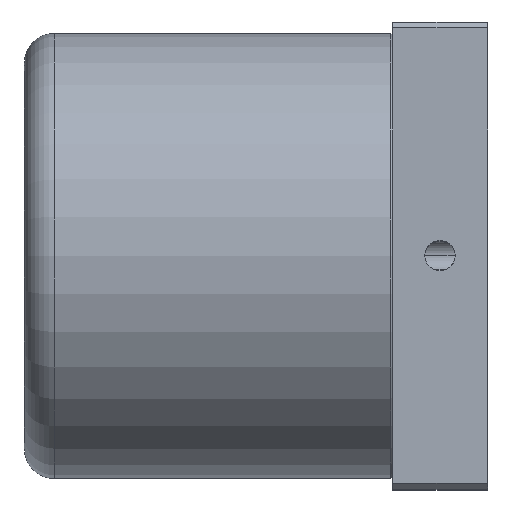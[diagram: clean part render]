
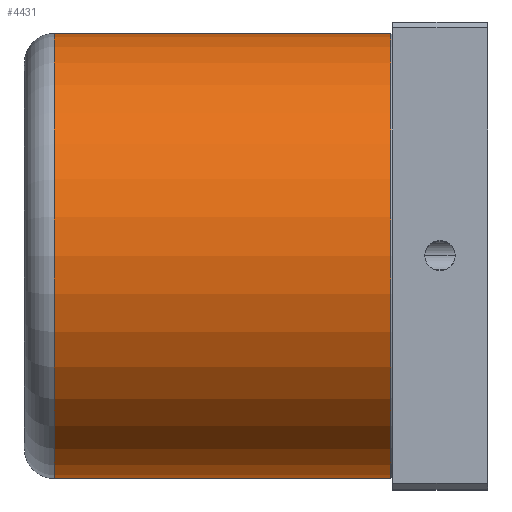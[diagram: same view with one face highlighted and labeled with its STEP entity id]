
A CAD part, top view. The second image highlights one B-rep face of the part: STEP entity #4431.
In plain terms, the highlighted cylindrical face has radius 37.5 mm (diameter 75 mm), a partial arc.
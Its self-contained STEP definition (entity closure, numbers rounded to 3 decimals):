
#1159 = VERTEX_POINT ( 'NONE', #7956 ) ;
#1348 = DIRECTION ( 'NONE',  ( 1., 0., 0. ) ) ;
#1664 = FACE_OUTER_BOUND ( 'NONE', #8637, .T. ) ;
#1991 = CARTESIAN_POINT ( 'NONE',  ( -27.567, -80.55, 0. ) ) ;
#2474 = CARTESIAN_POINT ( 'NONE',  ( -16.3, -118.05, 0. ) ) ;
#2659 = CARTESIAN_POINT ( 'NONE',  ( -73., -155.55, 0. ) ) ;
#2898 = CYLINDRICAL_SURFACE ( 'NONE', #3156, 37.5 ) ;
#3025 = CARTESIAN_POINT ( 'NONE',  ( -16.3, -155.55, 0. ) ) ;
#3156 = AXIS2_PLACEMENT_3D ( 'NONE', #6246, #7055, #5472 ) ;
#3325 = AXIS2_PLACEMENT_3D ( 'NONE', #6385, #1348, #7172 ) ;
#3349 = DIRECTION ( 'NONE',  ( 0., 1., 0. ) ) ;
#3356 = ORIENTED_EDGE ( 'NONE', *, *, #7780, .T. ) ;
#3961 = ORIENTED_EDGE ( 'NONE', *, *, #10375, .T. ) ;
#4206 = CARTESIAN_POINT ( 'NONE',  ( -27.567, -155.55, 0. ) ) ;
#4431 = ADVANCED_FACE ( 'NONE', ( #1664 ), #2898, .T. ) ;
#4908 = CIRCLE ( 'NONE', #5637, 37.5 ) ;
#5052 = DIRECTION ( 'NONE',  ( 1., 0., 0. ) ) ;
#5472 = DIRECTION ( 'NONE',  ( 0., 1., 0. ) ) ;
#5544 = LINE ( 'NONE', #4206, #9909 ) ;
#5637 = AXIS2_PLACEMENT_3D ( 'NONE', #2474, #8257, #3349 ) ;
#5909 = CARTESIAN_POINT ( 'NONE',  ( -16.3, -80.55, 0. ) ) ;
#6057 = ORIENTED_EDGE ( 'NONE', *, *, #9209, .F. ) ;
#6246 = CARTESIAN_POINT ( 'NONE',  ( -27.567, -118.05, 0. ) ) ;
#6385 = CARTESIAN_POINT ( 'NONE',  ( -73., -118.05, 0. ) ) ;
#6973 = DIRECTION ( 'NONE',  ( 1., 0., 0. ) ) ;
#7055 = DIRECTION ( 'NONE',  ( 1., 0., 0. ) ) ;
#7172 = DIRECTION ( 'NONE',  ( 0., -1., 0. ) ) ;
#7780 = EDGE_CURVE ( 'NONE', #10547, #9091, #5544, .T. ) ;
#7956 = CARTESIAN_POINT ( 'NONE',  ( -73., -80.55, 0. ) ) ;
#8257 = DIRECTION ( 'NONE',  ( -1., 0., 0. ) ) ;
#8456 = LINE ( 'NONE', #1991, #10684 ) ;
#8637 = EDGE_LOOP ( 'NONE', ( #10143, #3356, #3961, #6057 ) ) ;
#9091 = VERTEX_POINT ( 'NONE', #3025 ) ;
#9209 = EDGE_CURVE ( 'NONE', #1159, #10451, #8456, .T. ) ;
#9329 = CIRCLE ( 'NONE', #3325, 37.5 ) ;
#9909 = VECTOR ( 'NONE', #5052, 1000. ) ;
#10143 = ORIENTED_EDGE ( 'NONE', *, *, #10848, .T. ) ;
#10375 = EDGE_CURVE ( 'NONE', #9091, #10451, #4908, .T. ) ;
#10451 = VERTEX_POINT ( 'NONE', #5909 ) ;
#10547 = VERTEX_POINT ( 'NONE', #2659 ) ;
#10684 = VECTOR ( 'NONE', #6973, 1000. ) ;
#10848 = EDGE_CURVE ( 'NONE', #1159, #10547, #9329, .T. ) ;
